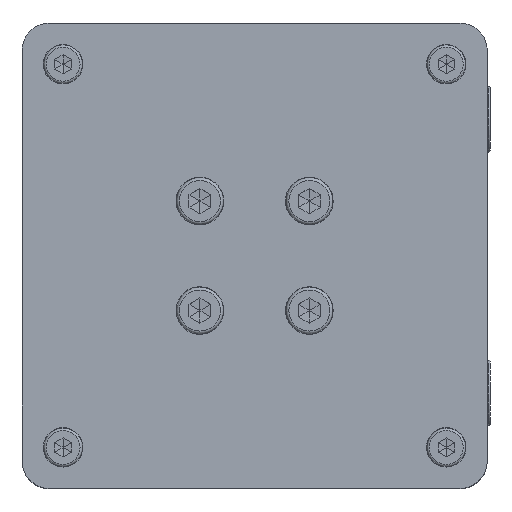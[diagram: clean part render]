
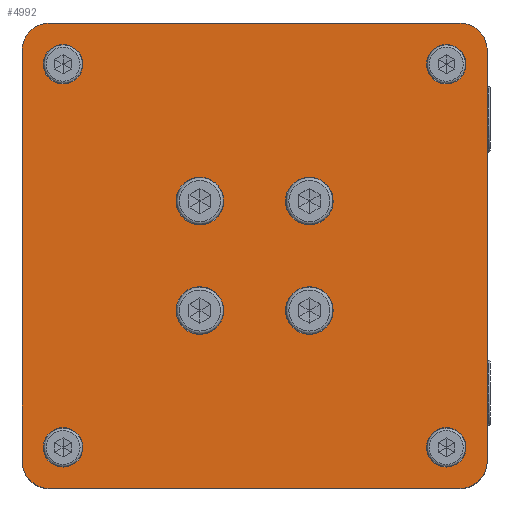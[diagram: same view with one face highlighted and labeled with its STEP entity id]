
A CAD part, top view. The second image highlights one B-rep face of the part: STEP entity #4992.
In plain terms, the highlighted planar face has unit normal (0, 0, 1).
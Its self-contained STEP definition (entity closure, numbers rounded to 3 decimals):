
#166=FACE_BOUND('',#725,.T.);
#167=FACE_BOUND('',#726,.T.);
#168=FACE_BOUND('',#727,.T.);
#169=FACE_BOUND('',#728,.T.);
#170=FACE_BOUND('',#729,.T.);
#171=FACE_BOUND('',#730,.T.);
#172=FACE_BOUND('',#731,.T.);
#173=FACE_BOUND('',#732,.T.);
#237=PLANE('',#5371);
#430=FACE_OUTER_BOUND('',#724,.T.);
#724=EDGE_LOOP('',(#3488,#3489,#3490,#3491,#3492,#3493,#3494,#3495));
#725=EDGE_LOOP('',(#3496));
#726=EDGE_LOOP('',(#3497));
#727=EDGE_LOOP('',(#3498));
#728=EDGE_LOOP('',(#3499));
#729=EDGE_LOOP('',(#3500));
#730=EDGE_LOOP('',(#3501));
#731=EDGE_LOOP('',(#3502));
#732=EDGE_LOOP('',(#3503));
#1088=LINE('',#7484,#1582);
#1101=LINE('',#7526,#1595);
#1102=LINE('',#7530,#1596);
#1103=LINE('',#7534,#1597);
#1582=VECTOR('',#5911,10.);
#1595=VECTOR('',#5942,10.);
#1596=VECTOR('',#5945,10.);
#1597=VECTOR('',#5948,10.);
#2074=CIRCLE('',#5360,5.);
#2084=CIRCLE('',#5372,5.);
#2085=CIRCLE('',#5373,5.);
#2086=CIRCLE('',#5374,5.);
#2087=CIRCLE('',#5375,4.35);
#2088=CIRCLE('',#5376,4.35);
#2089=CIRCLE('',#5377,4.35);
#2090=CIRCLE('',#5378,4.35);
#2091=CIRCLE('',#5379,3.6);
#2092=CIRCLE('',#5380,3.6);
#2093=CIRCLE('',#5381,3.6);
#2094=CIRCLE('',#5382,3.6);
#2274=VERTEX_POINT('',#7474);
#2275=VERTEX_POINT('',#7475);
#2278=VERTEX_POINT('',#7483);
#2298=VERTEX_POINT('',#7525);
#2299=VERTEX_POINT('',#7527);
#2300=VERTEX_POINT('',#7529);
#2301=VERTEX_POINT('',#7531);
#2302=VERTEX_POINT('',#7533);
#2303=VERTEX_POINT('',#7536);
#2304=VERTEX_POINT('',#7538);
#2305=VERTEX_POINT('',#7540);
#2306=VERTEX_POINT('',#7542);
#2307=VERTEX_POINT('',#7544);
#2308=VERTEX_POINT('',#7546);
#2309=VERTEX_POINT('',#7548);
#2310=VERTEX_POINT('',#7550);
#2744=EDGE_CURVE('',#2274,#2275,#2074,.T.);
#2748=EDGE_CURVE('',#2278,#2275,#1088,.T.);
#2769=EDGE_CURVE('',#2274,#2298,#1101,.T.);
#2770=EDGE_CURVE('',#2299,#2298,#2084,.T.);
#2771=EDGE_CURVE('',#2299,#2300,#1102,.T.);
#2772=EDGE_CURVE('',#2301,#2300,#2085,.T.);
#2773=EDGE_CURVE('',#2301,#2302,#1103,.T.);
#2774=EDGE_CURVE('',#2278,#2302,#2086,.T.);
#2775=EDGE_CURVE('',#2303,#2303,#2087,.T.);
#2776=EDGE_CURVE('',#2304,#2304,#2088,.T.);
#2777=EDGE_CURVE('',#2305,#2305,#2089,.T.);
#2778=EDGE_CURVE('',#2306,#2306,#2090,.T.);
#2779=EDGE_CURVE('',#2307,#2307,#2091,.T.);
#2780=EDGE_CURVE('',#2308,#2308,#2092,.T.);
#2781=EDGE_CURVE('',#2309,#2309,#2093,.T.);
#2782=EDGE_CURVE('',#2310,#2310,#2094,.T.);
#3488=ORIENTED_EDGE('',*,*,#2744,.F.);
#3489=ORIENTED_EDGE('',*,*,#2769,.T.);
#3490=ORIENTED_EDGE('',*,*,#2770,.F.);
#3491=ORIENTED_EDGE('',*,*,#2771,.T.);
#3492=ORIENTED_EDGE('',*,*,#2772,.F.);
#3493=ORIENTED_EDGE('',*,*,#2773,.T.);
#3494=ORIENTED_EDGE('',*,*,#2774,.F.);
#3495=ORIENTED_EDGE('',*,*,#2748,.T.);
#3496=ORIENTED_EDGE('',*,*,#2775,.T.);
#3497=ORIENTED_EDGE('',*,*,#2776,.T.);
#3498=ORIENTED_EDGE('',*,*,#2777,.T.);
#3499=ORIENTED_EDGE('',*,*,#2778,.T.);
#3500=ORIENTED_EDGE('',*,*,#2779,.T.);
#3501=ORIENTED_EDGE('',*,*,#2780,.T.);
#3502=ORIENTED_EDGE('',*,*,#2781,.T.);
#3503=ORIENTED_EDGE('',*,*,#2782,.T.);
#4992=ADVANCED_FACE('',(#430,#166,#167,#168,#169,#170,#171,#172,#173),#237,
 .T.);
#5360=AXIS2_PLACEMENT_3D('',#7476,#5903,#5904);
#5371=AXIS2_PLACEMENT_3D('',#7524,#5940,#5941);
#5372=AXIS2_PLACEMENT_3D('',#7528,#5943,#5944);
#5373=AXIS2_PLACEMENT_3D('',#7532,#5946,#5947);
#5374=AXIS2_PLACEMENT_3D('',#7535,#5949,#5950);
#5375=AXIS2_PLACEMENT_3D('',#7537,#5951,#5952);
#5376=AXIS2_PLACEMENT_3D('',#7539,#5953,#5954);
#5377=AXIS2_PLACEMENT_3D('',#7541,#5955,#5956);
#5378=AXIS2_PLACEMENT_3D('',#7543,#5957,#5958);
#5379=AXIS2_PLACEMENT_3D('',#7545,#5959,#5960);
#5380=AXIS2_PLACEMENT_3D('',#7547,#5961,#5962);
#5381=AXIS2_PLACEMENT_3D('',#7549,#5963,#5964);
#5382=AXIS2_PLACEMENT_3D('',#7551,#5965,#5966);
#5903=DIRECTION('center_axis',(0.,0.,-1.));
#5904=DIRECTION('ref_axis',(0.707,-0.707,0.));
#5911=DIRECTION('',(1.,0.,0.));
#5940=DIRECTION('center_axis',(0.,0.,1.));
#5941=DIRECTION('ref_axis',(1.,0.,0.));
#5942=DIRECTION('',(0.,1.,0.));
#5943=DIRECTION('center_axis',(0.,0.,-1.));
#5944=DIRECTION('ref_axis',(0.707,0.707,0.));
#5945=DIRECTION('',(-1.,0.,0.));
#5946=DIRECTION('center_axis',(0.,0.,-1.));
#5947=DIRECTION('ref_axis',(-0.707,0.707,0.));
#5948=DIRECTION('',(0.,-1.,0.));
#5949=DIRECTION('center_axis',(0.,0.,-1.));
#5950=DIRECTION('ref_axis',(-0.707,-0.707,0.));
#5951=DIRECTION('center_axis',(0.,0.,-1.));
#5952=DIRECTION('ref_axis',(-1.,0.,0.));
#5953=DIRECTION('center_axis',(0.,0.,-1.));
#5954=DIRECTION('ref_axis',(-1.,0.,0.));
#5955=DIRECTION('center_axis',(0.,0.,-1.));
#5956=DIRECTION('ref_axis',(-1.,0.,0.));
#5957=DIRECTION('center_axis',(0.,0.,-1.));
#5958=DIRECTION('ref_axis',(-1.,0.,0.));
#5959=DIRECTION('center_axis',(0.,0.,-1.));
#5960=DIRECTION('ref_axis',(-1.,0.,0.));
#5961=DIRECTION('center_axis',(0.,0.,-1.));
#5962=DIRECTION('ref_axis',(-1.,0.,0.));
#5963=DIRECTION('center_axis',(0.,0.,-1.));
#5964=DIRECTION('ref_axis',(-1.,0.,0.));
#5965=DIRECTION('center_axis',(0.,0.,-1.));
#5966=DIRECTION('ref_axis',(-1.,0.,0.));
#7474=CARTESIAN_POINT('',(42.5,-37.5,40.));
#7475=CARTESIAN_POINT('',(37.5,-42.5,40.));
#7476=CARTESIAN_POINT('Origin',(37.5,-37.5,40.));
#7483=CARTESIAN_POINT('',(-37.5,-42.5,40.));
#7484=CARTESIAN_POINT('',(42.5,-42.5,40.));
#7524=CARTESIAN_POINT('Origin',(0.,0.,40.));
#7525=CARTESIAN_POINT('',(42.5,37.5,40.));
#7526=CARTESIAN_POINT('',(42.5,42.5,40.));
#7527=CARTESIAN_POINT('',(37.5,42.5,40.));
#7528=CARTESIAN_POINT('Origin',(37.5,37.5,40.));
#7529=CARTESIAN_POINT('',(-37.5,42.5,40.));
#7530=CARTESIAN_POINT('',(-42.5,42.5,40.));
#7531=CARTESIAN_POINT('',(-42.5,37.5,40.));
#7532=CARTESIAN_POINT('Origin',(-37.5,37.5,40.));
#7533=CARTESIAN_POINT('',(-42.5,-37.5,40.));
#7534=CARTESIAN_POINT('',(-42.5,-42.5,40.));
#7535=CARTESIAN_POINT('Origin',(-37.5,-37.5,40.));
#7536=CARTESIAN_POINT('',(-5.65,-10.,40.));
#7537=CARTESIAN_POINT('Origin',(-10.,-10.,40.));
#7538=CARTESIAN_POINT('',(-5.65,10.,40.));
#7539=CARTESIAN_POINT('Origin',(-10.,10.,40.));
#7540=CARTESIAN_POINT('',(14.35,-10.,40.));
#7541=CARTESIAN_POINT('Origin',(10.,-10.,40.));
#7542=CARTESIAN_POINT('',(14.35,10.,40.));
#7543=CARTESIAN_POINT('Origin',(10.,10.,40.));
#7544=CARTESIAN_POINT('',(-31.4,-35.,40.));
#7545=CARTESIAN_POINT('Origin',(-35.,-35.,40.));
#7546=CARTESIAN_POINT('',(-31.4,35.,40.));
#7547=CARTESIAN_POINT('Origin',(-35.,35.,40.));
#7548=CARTESIAN_POINT('',(38.6,-35.,40.));
#7549=CARTESIAN_POINT('Origin',(35.,-35.,40.));
#7550=CARTESIAN_POINT('',(38.6,35.,40.));
#7551=CARTESIAN_POINT('Origin',(35.,35.,40.));
